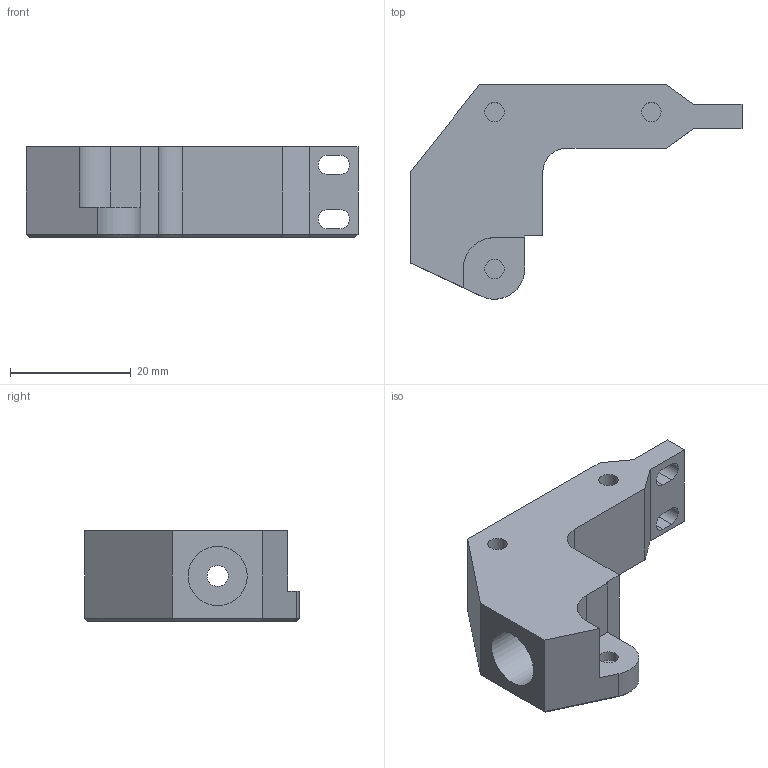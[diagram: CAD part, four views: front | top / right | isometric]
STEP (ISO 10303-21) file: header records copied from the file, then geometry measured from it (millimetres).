
FILE_DESCRIPTION(('FreeCAD Model'),'2;1');
FILE_NAME('cuerpo.step', '2016-12-25T14:27:08',('DiegoLale'),('Lalebots'), 'Open CASCADE STEP processor 6.8','FreeCAD','Unknown');
FILE_SCHEMA(('AUTOMOTIVE_DESIGN_CC2 { 1 2 10303 214 -1 1 5 4 }'));
Length unit declared in the file: millimetre
Products named in the file (2): ASSEMBLY; Chamfer
Assembly tree (1 placements, depth 2):
  ASSEMBLY
    Chamfer
Bounding box: 55 x 35.49 x 15 mm (x, y, z)
Volume: 11389.8 mm3; surface area: 4992.5 mm2
Topology: 1 solids, 1 shells, 60 faces, 137 edges, 86 vertices
Faces by surface type: plane 42, cylinder 15, cone 2, torus 1
Full cylindrical faces by diameter (mm): 3.2 x3, 3.5 x1, 6 x3, 9.8 x1
Entity records: 3527 total; most frequent: CARTESIAN_POINT 693, DIRECTION 525, LINE 321, VECTOR 321, ORIENTED_EDGE 274, PCURVE 274, DEFINITIONAL_REPRESENTATION 274, EDGE_CURVE 137
